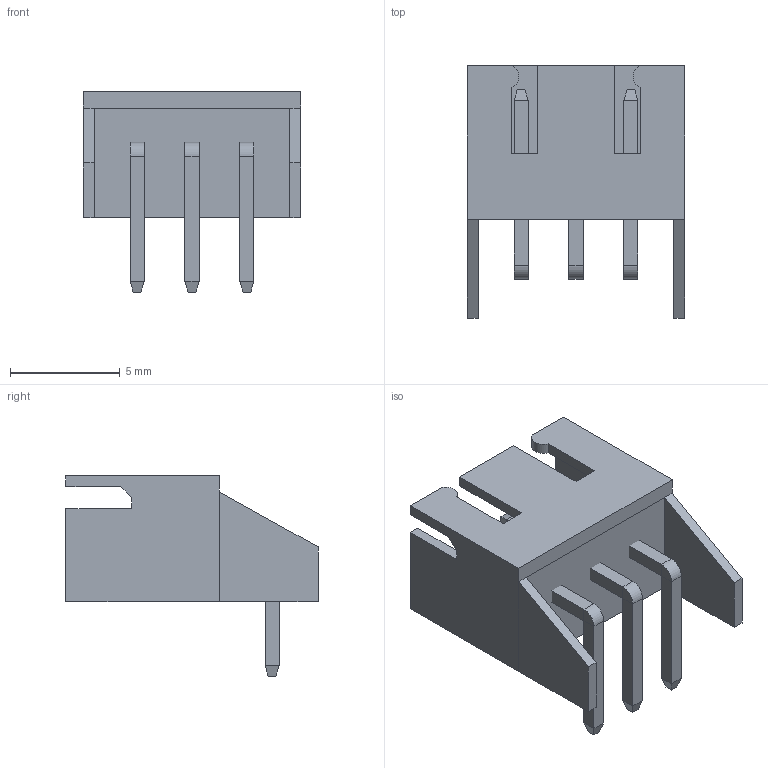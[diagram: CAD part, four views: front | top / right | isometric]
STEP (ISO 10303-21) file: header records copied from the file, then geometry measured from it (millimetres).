
FILE_DESCRIPTION(('FreeCAD Model'),'2;1');
FILE_NAME('DS_1069_A_1x03_Horizontal_cp.step','2020-04-17T20:34:52',( 'kicad StepUp'),('ksu MCAD'),'Open CASCADE STEP processor 7.3', 'FreeCAD','Unknown');
FILE_SCHEMA(('AUTOMOTIVE_DESIGN { 1 0 10303 214 1 1 1 1 }'));
Length unit declared in the file: millimetre
Products named in the file (1): DS_1069_A_1x03_Horizontal_cp
Bounding box: 9.9 x 11.5 x 9.15 mm (x, y, z)
Volume: 150.7 mm3; surface area: 681.5 mm2
Topology: 4 solids, 4 shells, 107 faces, 237 edges, 138 vertices
Faces by surface type: plane 78, bspline 24, cylinder 5
Entity records: 3553 total; most frequent: CARTESIAN_POINT 579, ORIENTED_EDGE 474, DIRECTION 391, EDGE_CURVE 237, LINE 203, VECTOR 203, VERTEX_POINT 138, ADVANCED_FACE 107
